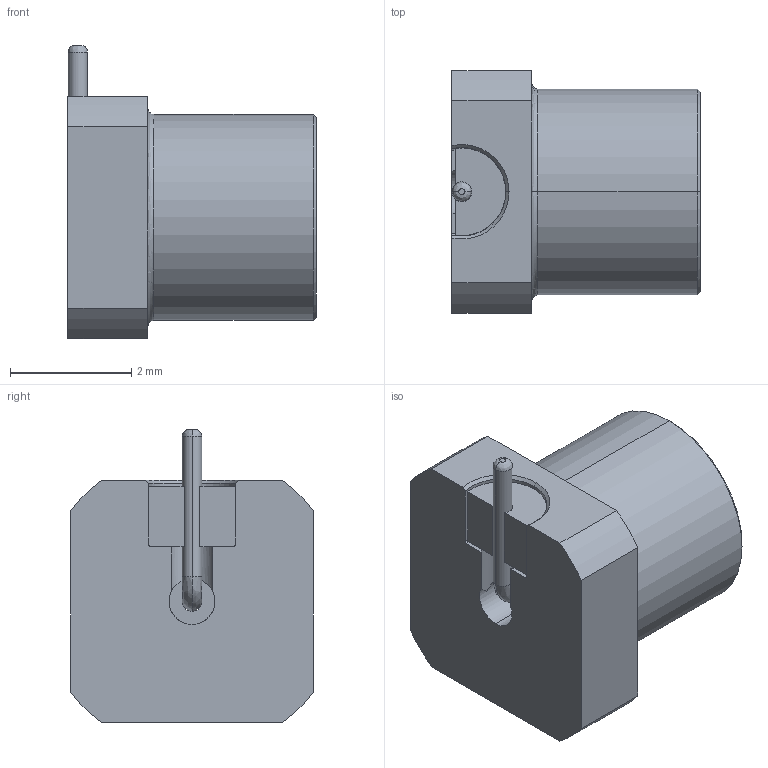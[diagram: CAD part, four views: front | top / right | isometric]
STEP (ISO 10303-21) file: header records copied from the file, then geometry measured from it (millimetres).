
FILE_DESCRIPTION (( 'STEP AP203' ), '1' );
FILE_NAME ('ﾑﾐ-50-6-03-ﾂ-ﾏ(ﾑ)-08 (09).STEP', '2020-05-22T05:49:09', ( 'Admin' ), ( '' ), 'SwSTEP 2.0', 'SolidWorks 2012', '' );
FILE_SCHEMA (( 'CONFIG_CONTROL_DESIGN' ));
Length unit declared in the file: millimetre
Products named in the file (1): ﾑﾐ-50-6-03-ﾂ-ﾏ(ﾑ)-08 (09)
Bounding box: 4.1 x 4 x 4.84 mm (x, y, z)
Volume: 36.1 mm3; surface area: 120.4 mm2
Topology: 4 solids, 4 shells, 74 faces, 173 edges, 109 vertices
Faces by surface type: cylinder 32, plane 18, bspline 14, cone 10
Entity records: 2598 total; most frequent: CARTESIAN_POINT 845, DIRECTION 364, ORIENTED_EDGE 346, EDGE_CURVE 173, AXIS2_PLACEMENT_3D 150, VERTEX_POINT 109, CIRCLE 89, EDGE_LOOP 80
